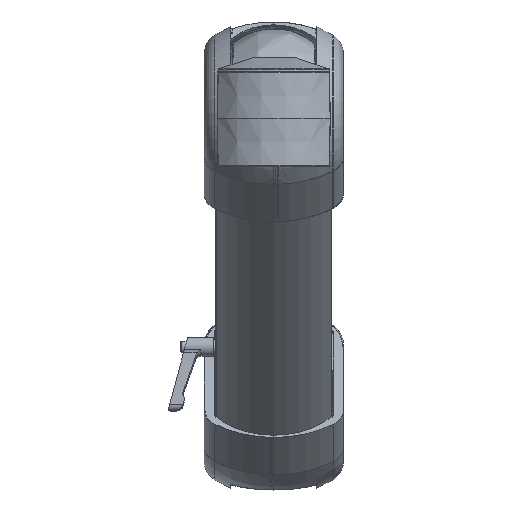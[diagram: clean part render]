
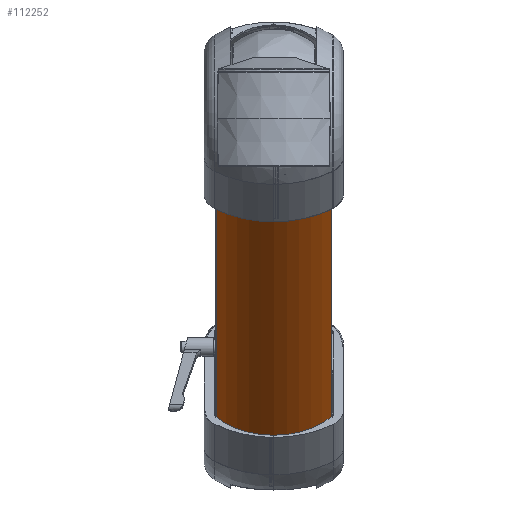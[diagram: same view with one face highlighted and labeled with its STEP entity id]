
A CAD part, top view. The second image highlights one B-rep face of the part: STEP entity #112252.
In plain terms, the highlighted cylindrical face has radius 55 mm (diameter 110 mm), a partial arc.
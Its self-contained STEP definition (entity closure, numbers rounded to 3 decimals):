
#947 = AXIS2_PLACEMENT_3D ( 'NONE', #66223, #145816, #77678 ) ;
#7667 = LINE ( 'NONE', #144533, #11211 ) ;
#8947 = AXIS2_PLACEMENT_3D ( 'NONE', #61968, #141523, #73411 ) ;
#9649 = ORIENTED_EDGE ( 'NONE', *, *, #62137, .T. ) ;
#11211 = VECTOR ( 'NONE', #64953, 1000. ) ;
#21765 = AXIS2_PLACEMENT_3D ( 'NONE', #80259, #58434, #125975 ) ;
#35702 = EDGE_CURVE ( 'NONE', #123522, #115290, #101046, .T. ) ;
#38805 = VERTEX_POINT ( 'NONE', #107592 ) ;
#45353 = EDGE_CURVE ( 'NONE', #115290, #134515, #89930, .T. ) ;
#45693 = VECTOR ( 'NONE', #47063, 1000. ) ;
#47063 = DIRECTION ( 'NONE',  ( 0., 0., -1. ) ) ;
#55879 = CARTESIAN_POINT ( 'NONE',  ( -39.579, -38.19, 0. ) ) ;
#58434 = DIRECTION ( 'NONE',  ( 0., 0., -1. ) ) ;
#60648 = ORIENTED_EDGE ( 'NONE', *, *, #101640, .F. ) ;
#61968 = CARTESIAN_POINT ( 'NONE',  ( 0., 0., 0. ) ) ;
#62137 = EDGE_CURVE ( 'NONE', #134515, #38805, #7667, .T. ) ;
#64953 = DIRECTION ( 'NONE',  ( 0., 0., 1. ) ) ;
#66223 = CARTESIAN_POINT ( 'NONE',  ( 0., 0., 325. ) ) ;
#73411 = DIRECTION ( 'NONE',  ( 1., 0., 0. ) ) ;
#77678 = DIRECTION ( 'NONE',  ( 1., 0., 0. ) ) ;
#80259 = CARTESIAN_POINT ( 'NONE',  ( 0., 0., 325. ) ) ;
#81843 = CARTESIAN_POINT ( 'NONE',  ( -39.579, -38.19, 325. ) ) ;
#86948 = CARTESIAN_POINT ( 'NONE',  ( 39.579, -38.19, 0. ) ) ;
#87831 = EDGE_LOOP ( 'NONE', ( #60648, #112240, #141797, #9649 ) ) ;
#89930 = CIRCLE ( 'NONE', #8947, 55. ) ;
#101046 = LINE ( 'NONE', #81843, #45693 ) ;
#101640 = EDGE_CURVE ( 'NONE', #123522, #38805, #139491, .T. ) ;
#104506 = FACE_OUTER_BOUND ( 'NONE', #87831, .T. ) ;
#107592 = CARTESIAN_POINT ( 'NONE',  ( 39.579, -38.19, 325. ) ) ;
#112240 = ORIENTED_EDGE ( 'NONE', *, *, #35702, .T. ) ;
#112252 = ADVANCED_FACE ( 'NONE', ( #104506 ), #124056, .T. ) ;
#112839 = CARTESIAN_POINT ( 'NONE',  ( -39.579, -38.19, 325. ) ) ;
#115290 = VERTEX_POINT ( 'NONE', #55879 ) ;
#123522 = VERTEX_POINT ( 'NONE', #112839 ) ;
#124056 = CYLINDRICAL_SURFACE ( 'NONE', #21765, 55. ) ;
#125975 = DIRECTION ( 'NONE',  ( -1., 0., 0. ) ) ;
#134515 = VERTEX_POINT ( 'NONE', #86948 ) ;
#139491 = CIRCLE ( 'NONE', #947, 55. ) ;
#141523 = DIRECTION ( 'NONE',  ( 0., 0., 1. ) ) ;
#141797 = ORIENTED_EDGE ( 'NONE', *, *, #45353, .T. ) ;
#144533 = CARTESIAN_POINT ( 'NONE',  ( 39.579, -38.19, 325. ) ) ;
#145816 = DIRECTION ( 'NONE',  ( 0., 0., 1. ) ) ;
